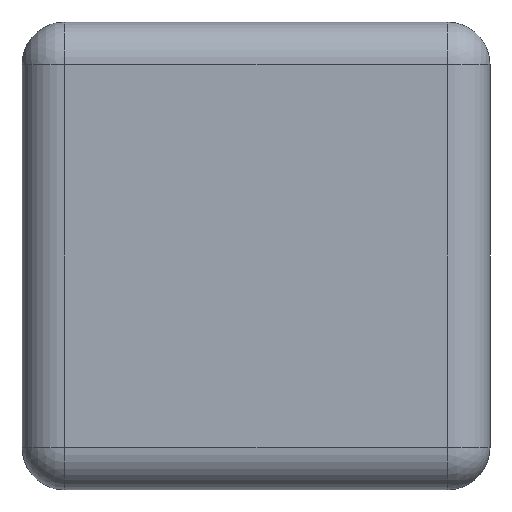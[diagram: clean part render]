
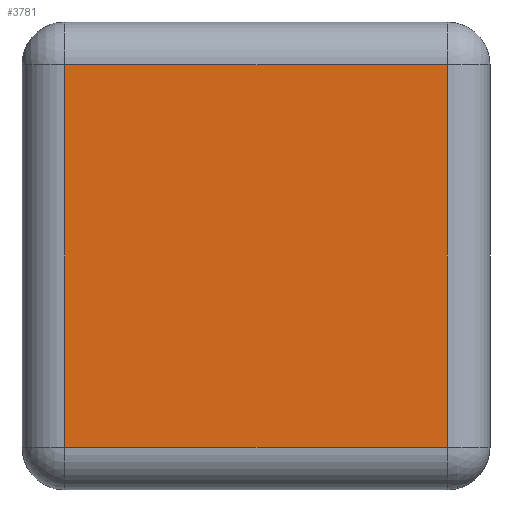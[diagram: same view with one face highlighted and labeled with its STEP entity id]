
A CAD part, left-side view. The second image highlights one B-rep face of the part: STEP entity #3781.
In plain terms, the highlighted face is planar.
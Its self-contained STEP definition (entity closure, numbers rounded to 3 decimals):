
#64 = CARTESIAN_POINT ( 'NONE',  ( 0.1, 0.05, -0.05 ) ) ;
#259 = FACE_OUTER_BOUND ( 'NONE', #3577, .T. ) ;
#334 = CARTESIAN_POINT ( 'NONE',  ( 0.1, 0.05, -0.5 ) ) ;
#365 = LINE ( 'NONE', #2604, #2564 ) ;
#561 = VERTEX_POINT ( 'NONE', #2868 ) ;
#589 = VECTOR ( 'NONE', #4031, 1000. ) ;
#859 = VECTOR ( 'NONE', #4077, 1000. ) ;
#1220 = DIRECTION ( 'NONE',  ( -1., 0., 0. ) ) ;
#1728 = EDGE_CURVE ( 'NONE', #2310, #4087, #2787, .T. ) ;
#1846 = EDGE_CURVE ( 'NONE', #561, #2310, #2622, .T. ) ;
#1873 = EDGE_CURVE ( 'NONE', #2313, #561, #365, .T. ) ;
#1976 = ORIENTED_EDGE ( 'NONE', *, *, #1728, .T. ) ;
#2310 = VERTEX_POINT ( 'NONE', #2386 ) ;
#2313 = VERTEX_POINT ( 'NONE', #334 ) ;
#2386 = CARTESIAN_POINT ( 'NONE',  ( 0.1, 0.5, -0.05 ) ) ;
#2564 = VECTOR ( 'NONE', #4423, 1000. ) ;
#2604 = CARTESIAN_POINT ( 'NONE',  ( 0.1, 0., -0.5 ) ) ;
#2612 = PLANE ( 'NONE',  #2858 ) ;
#2622 = LINE ( 'NONE', #3318, #859 ) ;
#2627 = CARTESIAN_POINT ( 'NONE',  ( 0.1, 0., 0. ) ) ;
#2787 = LINE ( 'NONE', #3649, #589 ) ;
#2858 = AXIS2_PLACEMENT_3D ( 'NONE', #2627, #1220, #2977 ) ;
#2868 = CARTESIAN_POINT ( 'NONE',  ( 0.1, 0.5, -0.5 ) ) ;
#2977 = DIRECTION ( 'NONE',  ( 0., 0., 1. ) ) ;
#2992 = DIRECTION ( 'NONE',  ( 0., 0., -1. ) ) ;
#3318 = CARTESIAN_POINT ( 'NONE',  ( 0.1, 0.5, 0. ) ) ;
#3461 = ORIENTED_EDGE ( 'NONE', *, *, #1846, .T. ) ;
#3559 = LINE ( 'NONE', #3667, #4406 ) ;
#3577 = EDGE_LOOP ( 'NONE', ( #4623, #4549, #3461, #1976 ) ) ;
#3649 = CARTESIAN_POINT ( 'NONE',  ( 0.1, 0., -0.05 ) ) ;
#3667 = CARTESIAN_POINT ( 'NONE',  ( 0.1, 0.05, 0. ) ) ;
#3781 = ADVANCED_FACE ( 'NONE', ( #259 ), #2612, .F. ) ;
#4031 = DIRECTION ( 'NONE',  ( 0., -1., 0. ) ) ;
#4077 = DIRECTION ( 'NONE',  ( 0., 0., 1. ) ) ;
#4087 = VERTEX_POINT ( 'NONE', #64 ) ;
#4406 = VECTOR ( 'NONE', #2992, 1000. ) ;
#4423 = DIRECTION ( 'NONE',  ( 0., 1., 0. ) ) ;
#4502 = EDGE_CURVE ( 'NONE', #4087, #2313, #3559, .T. ) ;
#4549 = ORIENTED_EDGE ( 'NONE', *, *, #1873, .T. ) ;
#4623 = ORIENTED_EDGE ( 'NONE', *, *, #4502, .T. ) ;
